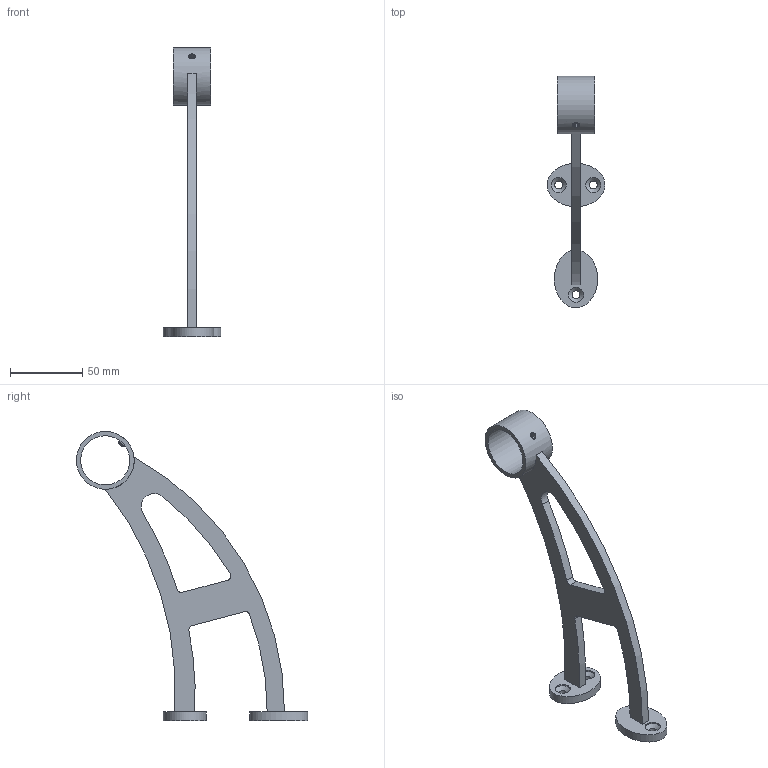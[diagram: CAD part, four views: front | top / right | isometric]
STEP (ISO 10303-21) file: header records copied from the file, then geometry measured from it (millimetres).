
FILE_DESCRIPTION (( 'STEP AP203' ), '1' );
FILE_NAME ('70020-240.STEP', '2024-01-09T06:42:16', ( '' ), ( '' ), 'SwSTEP 2.0', 'SolidWorks 2018', '' );
FILE_SCHEMA (( 'CONFIG_CONTROL_DESIGN' ));
Length unit declared in the file: millimetre
Products named in the file (3): 70020-240; DIN913_DIN 913 M5x5; 70020-240 Teil1_70020-240 Teil1
Assembly tree (2 placements, depth 2):
  70020-240
    70020-240 Teil1_70020-240 Teil1
    DIN913_DIN 913 M5x5
Bounding box: 40 x 160 x 200 mm (x, y, z)
Volume: 54371.7 mm3; surface area: 27849.5 mm2
Topology: 2 solids, 2 shells, 263 faces, 680 edges, 448 vertices
Faces by surface type: plane 138, bspline 98, cylinder 21, cone 6
Full cylindrical faces by diameter (mm): 4.2 x1, 5 x1, 5.5 x3, 10.5 x3, 34 x1, 40 x1
Entity records: 14160 total; most frequent: CARTESIAN_POINT 8137, ORIENTED_EDGE 1318, DIRECTION 851, EDGE_CURVE 659, VERTEX_POINT 446, VECTOR 411, LINE 411, EDGE_LOOP 321
